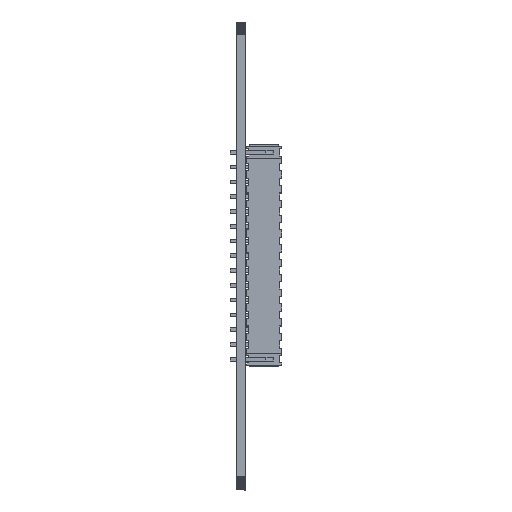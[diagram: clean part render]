
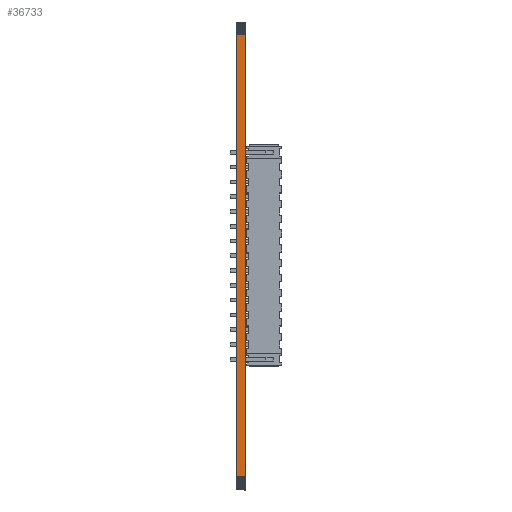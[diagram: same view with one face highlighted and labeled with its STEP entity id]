
A CAD part, top view. The second image highlights one B-rep face of the part: STEP entity #36733.
In plain terms, the highlighted face is planar.
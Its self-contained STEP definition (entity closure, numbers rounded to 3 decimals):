
#3195=FACE_OUTER_BOUND('',#5641,.T.);
#5641=EDGE_LOOP('',(#26553,#26554,#26555,#26556));
#7631=LINE('',#52346,#11575);
#7672=LINE('',#53868,#11616);
#7892=LINE('',#55747,#11836);
#7894=LINE('',#55751,#11838);
#11575=VECTOR('',#41841,1.);
#11616=VECTOR('',#43324,1.);
#11836=VECTOR('',#45064,1.);
#11838=VECTOR('',#45070,1.);
#15516=VERTEX_POINT('',#52343);
#15517=VERTEX_POINT('',#52345);
#16276=VERTEX_POINT('',#53865);
#16277=VERTEX_POINT('',#53867);
#19319=EDGE_CURVE('',#15517,#15516,#7631,.T.);
#20080=EDGE_CURVE('',#16276,#16277,#7672,.T.);
#21020=EDGE_CURVE('',#15517,#16276,#7892,.T.);
#21022=EDGE_CURVE('',#15516,#16277,#7894,.T.);
#26553=ORIENTED_EDGE('',*,*,#21020,.F.);
#26554=ORIENTED_EDGE('',*,*,#19319,.T.);
#26555=ORIENTED_EDGE('',*,*,#21022,.T.);
#26556=ORIENTED_EDGE('',*,*,#20080,.F.);
#35375=PLANE('',#39938);
#36733=ADVANCED_FACE('',(#3195),#35375,.F.);
#39938=AXIS2_PLACEMENT_3D('',#55750,#45068,#45069);
#41841=DIRECTION('',(-1.,0.,0.));
#43324=DIRECTION('',(-1.,0.,0.));
#45064=DIRECTION('',(0.,0.,1.));
#45068=DIRECTION('center_axis',(0.,-1.,0.));
#45069=DIRECTION('ref_axis',(-1.,0.,0.));
#45070=DIRECTION('',(0.,0.,1.));
#52343=CARTESIAN_POINT('',(-37.921,24.995,0.));
#52345=CARTESIAN_POINT('',(37.902,24.995,0.));
#52346=CARTESIAN_POINT('',(37.902,24.995,0.));
#53865=CARTESIAN_POINT('',(37.902,24.995,1.6));
#53867=CARTESIAN_POINT('',(-37.921,24.995,1.6));
#53868=CARTESIAN_POINT('',(37.902,24.995,1.6));
#55747=CARTESIAN_POINT('',(37.902,24.995,0.));
#55750=CARTESIAN_POINT('Origin',(37.902,24.995,0.));
#55751=CARTESIAN_POINT('',(-37.921,24.995,0.));
